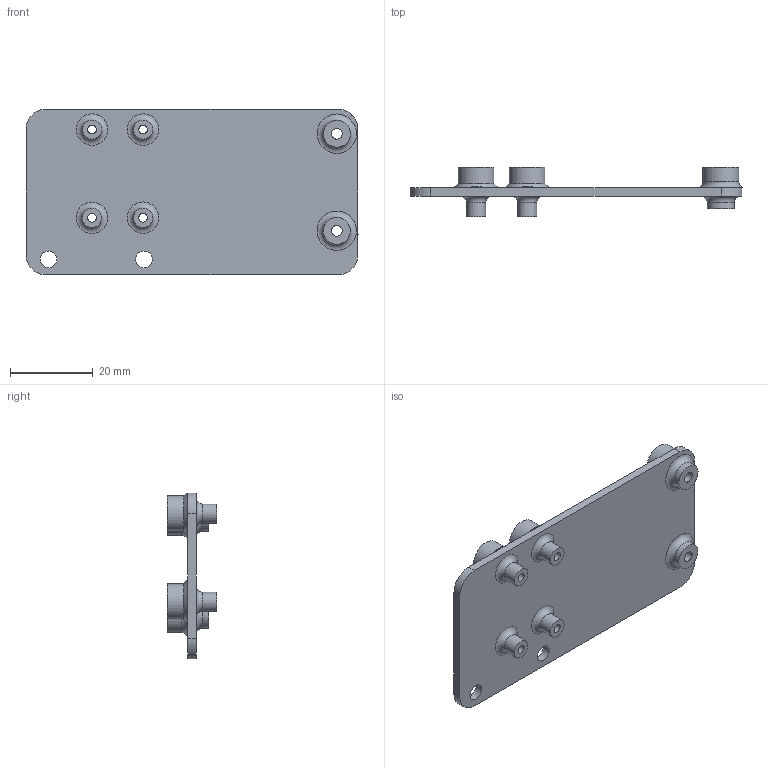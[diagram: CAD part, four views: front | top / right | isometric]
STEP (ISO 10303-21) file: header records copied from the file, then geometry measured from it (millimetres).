
FILE_DESCRIPTION(/* description */ (''),/* implementation_level */ '2;1');
FILE_NAME(/* name */ 'camera multiplexer and hmdi connector fixture v6.step',/* time_stamp */ '2020-11-27T03:04:07-08:00',/* author */ (''),/* organization */ (''),/* preprocessor_version */ 'ST-DEVELOPER v18.1',/* originating_system */ 'Autodesk Translation Framework v9.3.0.1241',/* authorisation */ '');
FILE_SCHEMA (('AUTOMOTIVE_DESIGN { 1 0 10303 214 3 1 1 }'));
Length unit declared in the file: millimetre
Products named in the file (1): camera multiplexer and hmdi connector fixture
Bounding box: 80.01 x 12 x 40 mm (x, y, z)
Volume: 7893.1 mm3; surface area: 10072.9 mm2
Topology: 13 solids, 13 shells, 114 faces, 259 edges, 171 vertices
Faces by surface type: plane 70, cylinder 32, torus 8, cone 4
Full cylindrical faces by diameter (mm): 2.1 x4, 2.6 x8, 4 x2, 4.6 x4, 6.5 x2, 8.6 x6
Entity records: 3343 total; most frequent: CARTESIAN_POINT 595, DIRECTION 577, ORIENTED_EDGE 518, EDGE_CURVE 259, AXIS2_PLACEMENT_3D 209, VERTEX_POINT 171, LINE 159, VECTOR 159
